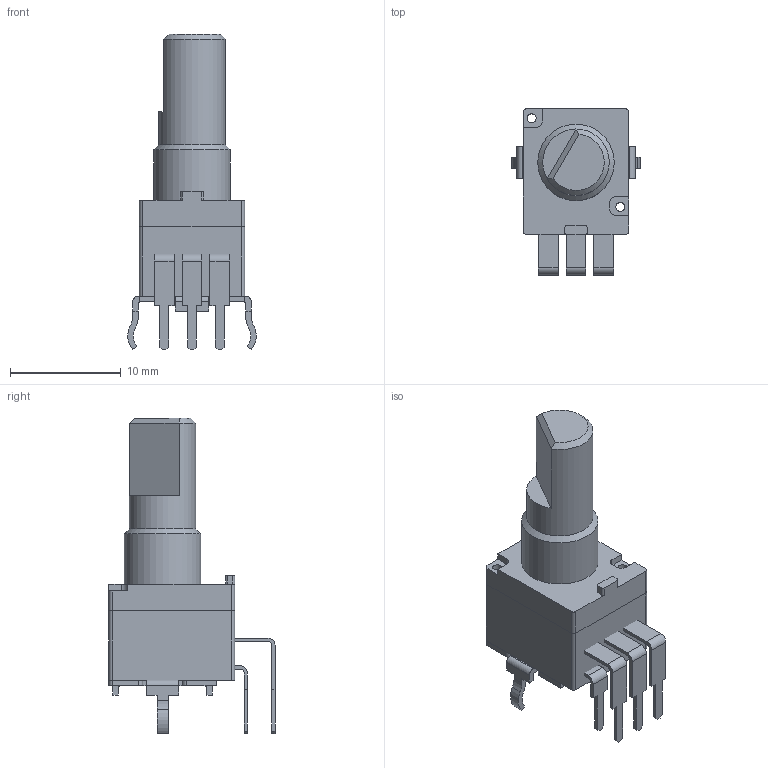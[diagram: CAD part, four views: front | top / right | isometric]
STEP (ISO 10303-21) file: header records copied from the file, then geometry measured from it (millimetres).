
FILE_DESCRIPTION(/* description */ (''),/* implementation_level */ '2;1');
FILE_NAME(/* name */ '9aa40c4b-54bf-4c9b-9f31-76a83f5c5e73.stp',/* time_stamp */ '2019-02-17T20:13:31+00:00',/* author */ (''),/* organization */ (''),/* preprocessor_version */ 'ST-DEVELOPER v17.2',/* originating_system */ 'Autodesk Translation Framework v7.6.0.251',/* authorisation */ '');
FILE_SCHEMA (('AUTOMOTIVE_DESIGN { 1 0 10303 214 3 1 1 }'));
Length unit declared in the file: millimetre
Products named in the file (1): P0925N-FA15
Bounding box: 11.6 x 15 x 28.5 mm (x, y, z)
Volume: 1449.9 mm3; surface area: 1799.6 mm2
Topology: 10 solids, 10 shells, 232 faces, 628 edges, 417 vertices
Faces by surface type: plane 169, cylinder 61, cone 2
Full cylindrical faces by diameter (mm): 0.8 x6, 6 x1, 6.9 x1
Entity records: 7315 total; most frequent: CARTESIAN_POINT 1284, ORIENTED_EDGE 1256, DIRECTION 1218, EDGE_CURVE 628, LINE 500, VECTOR 500, VERTEX_POINT 417, AXIS2_PLACEMENT_3D 359
